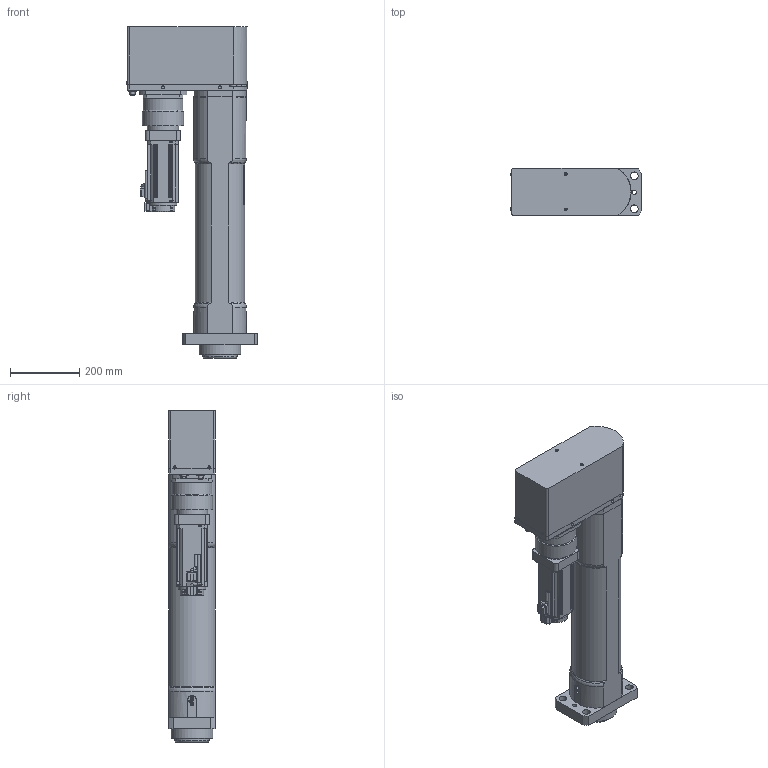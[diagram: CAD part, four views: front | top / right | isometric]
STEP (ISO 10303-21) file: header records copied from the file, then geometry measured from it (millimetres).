
FILE_DESCRIPTION(/* description */ (''),/* implementation_level */ '2;1');
FILE_NAME(/* name */ 'DPS-801R4J-30FB-CE(-P)(DS-P117_P118)_OUTLINE.stp',/* time_stamp */ '2024-05-13T11:48:45+09:00',/* author */ ('y-mizuno'),/* organization */ (''),/* preprocessor_version */ 'ST-DEVELOPER v19.2',/* originating_system */ 'Autodesk Inventor 2023',/* authorisation */ '');
FILE_SCHEMA (('CONFIG_CONTROL_DESIGN'));
Products named in the file (3): DPS-801R4J-30FB-CE(-P)(DS-P117_P118)_OUTLINE; DPS-801R4J-30FB-CE(DS-P117)_BODY; DPS-102(300st)_SHAFT
Assembly tree (2 placements, depth 2):
  DPS-801R4J-30FB-CE(-P)(DS-P117_P118)_OUTLINE
    DPS-801R4J-30FB-CE(DS-P117)_BODY
    DPS-102(300st)_SHAFT
Bounding box: 376 x 135 x 956.5 mm (x, y, z)
Volume: 22453287.2 mm3; surface area: 1221504.8 mm2
Topology: 2 solids, 8 shells, 1708 faces, 4337 edges, 2836 vertices
Faces by surface type: plane 901, cylinder 424, bspline 223, cone 84, torus 64, sphere 12
Full cylindrical faces by diameter (mm): 1 x15, 1.1 x7, 1.2 x4, 1.4 x4, 1.55 x7, 1.6 x8, 2.459 x2, 3.242 x4, 4 x3, 4.5 x4, 4.917 x10, 6.5 x4, 6.6 x4, 6.647 x8, 7 x6, 7.5 x4, 8 x13, 8.376 x4, 8.5 x8, 9 x4, 10.106 x6, 10.3 x1, 10.6 x1, 10.7 x1, 11 x6, 12 x3, 14.92 x5, 15.96 x5, 16 x3, 16.5 x1
Entity records: 62984 total; most frequent: CARTESIAN_POINT 20923, ORIENTED_EDGE 8628, DIRECTION 7700, EDGE_CURVE 4314, VERTEX_POINT 2835, LINE 2578, VECTOR 2578, AXIS2_PLACEMENT_3D 2561
